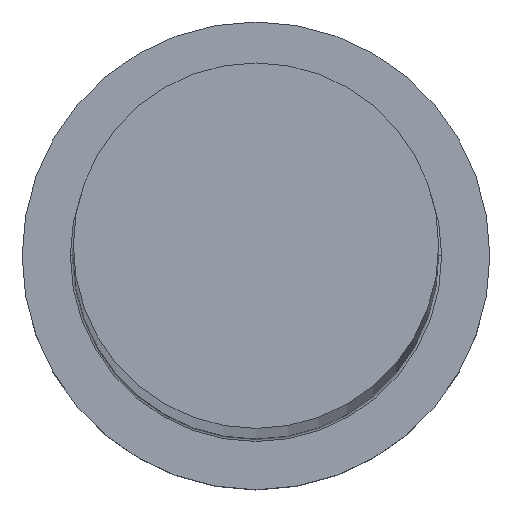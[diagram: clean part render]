
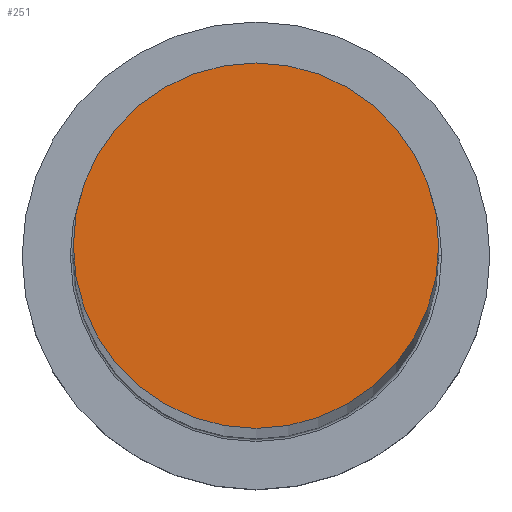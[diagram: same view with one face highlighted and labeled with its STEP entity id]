
A CAD part, top view. The second image highlights one B-rep face of the part: STEP entity #251.
In plain terms, the highlighted planar face has unit normal (0, 0, 1).
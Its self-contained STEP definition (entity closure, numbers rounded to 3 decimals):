
#2 = EDGE_LOOP ( 'NONE', ( #261, #288 ) ) ;
#5 = VERTEX_POINT ( 'NONE', #59 ) ;
#7 = DIRECTION ( 'NONE',  ( 1., 0., 0. ) ) ;
#21 = CARTESIAN_POINT ( 'NONE',  ( -12.5, 0., 410. ) ) ;
#25 = AXIS2_PLACEMENT_3D ( 'NONE', #71, #303, #112 ) ;
#37 = PLANE ( 'NONE',  #201 ) ;
#40 = CIRCLE ( 'NONE', #217, 12.5 ) ;
#42 = EDGE_CURVE ( 'NONE', #5, #54, #40, .T. ) ;
#54 = VERTEX_POINT ( 'NONE', #21 ) ;
#59 = CARTESIAN_POINT ( 'NONE',  ( 12.5, 0., 410. ) ) ;
#62 = DIRECTION ( 'NONE',  ( 0., 0., 1. ) ) ;
#71 = CARTESIAN_POINT ( 'NONE',  ( 0., 0., 410. ) ) ;
#112 = DIRECTION ( 'NONE',  ( 1., 0., 0. ) ) ;
#113 = DIRECTION ( 'NONE',  ( 1., 0., 0. ) ) ;
#128 = EDGE_CURVE ( 'NONE', #54, #5, #264, .T. ) ;
#130 = FACE_OUTER_BOUND ( 'NONE', #2, .T. ) ;
#134 = DIRECTION ( 'NONE',  ( 0., 0., 1. ) ) ;
#201 = AXIS2_PLACEMENT_3D ( 'NONE', #253, #134, #113 ) ;
#217 = AXIS2_PLACEMENT_3D ( 'NONE', #291, #62, #7 ) ;
#251 = ADVANCED_FACE ( 'NONE', ( #130 ), #37, .T. ) ;
#253 = CARTESIAN_POINT ( 'NONE',  ( 0., 0., 410. ) ) ;
#261 = ORIENTED_EDGE ( 'NONE', *, *, #128, .T. ) ;
#264 = CIRCLE ( 'NONE', #25, 12.5 ) ;
#288 = ORIENTED_EDGE ( 'NONE', *, *, #42, .T. ) ;
#291 = CARTESIAN_POINT ( 'NONE',  ( 0., 0., 410. ) ) ;
#303 = DIRECTION ( 'NONE',  ( 0., 0., 1. ) ) ;
